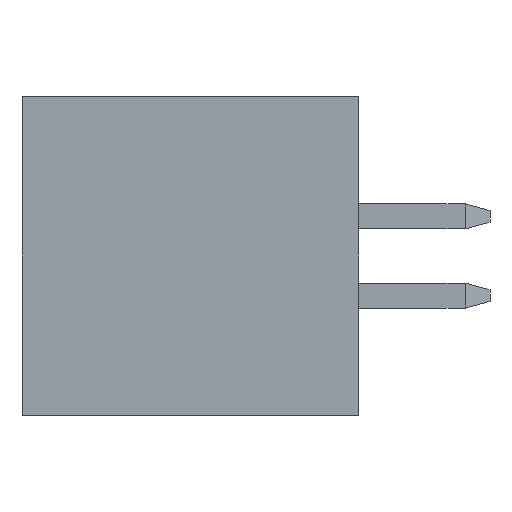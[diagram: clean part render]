
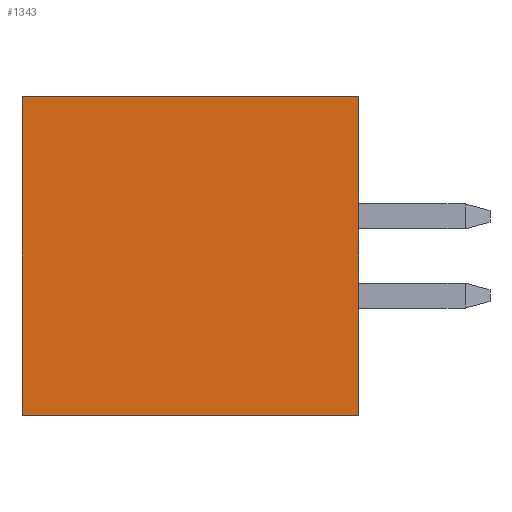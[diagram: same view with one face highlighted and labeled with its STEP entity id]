
A CAD part, left-side view. The second image highlights one B-rep face of the part: STEP entity #1343.
In plain terms, the highlighted planar face has unit normal (-1, 0, 0).
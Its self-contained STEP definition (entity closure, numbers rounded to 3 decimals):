
#20 = ORIENTED_EDGE ( 'NONE', *, *, #1284, .F. ) ;
#97 = PLANE ( 'NONE',  #1139 ) ;
#113 = DIRECTION ( 'NONE',  ( 0., 0., -1. ) ) ;
#129 = CARTESIAN_POINT ( 'NONE',  ( -6.325, 0., 2.55 ) ) ;
#176 = CARTESIAN_POINT ( 'NONE',  ( -6.325, 0., 2.55 ) ) ;
#182 = LINE ( 'NONE', #759, #1189 ) ;
#395 = ORIENTED_EDGE ( 'NONE', *, *, #983, .F. ) ;
#404 = VERTEX_POINT ( 'NONE', #176 ) ;
#641 = EDGE_CURVE ( 'NONE', #2282, #404, #2308, .T. ) ;
#660 = VECTOR ( 'NONE', #1729, 1000. ) ;
#759 = CARTESIAN_POINT ( 'NONE',  ( -6.325, 5.4, -2.55 ) ) ;
#792 = CARTESIAN_POINT ( 'NONE',  ( -6.325, 0., -2.55 ) ) ;
#802 = FACE_OUTER_BOUND ( 'NONE', #1487, .T. ) ;
#808 = DIRECTION ( 'NONE',  ( 0., 0., 1. ) ) ;
#848 = ORIENTED_EDGE ( 'NONE', *, *, #1655, .T. ) ;
#860 = CARTESIAN_POINT ( 'NONE',  ( -6.325, 5.4, 2.55 ) ) ;
#956 = DIRECTION ( 'NONE',  ( 0., -1., 0. ) ) ;
#983 = EDGE_CURVE ( 'NONE', #1018, #1724, #1363, .T. ) ;
#1018 = VERTEX_POINT ( 'NONE', #1776 ) ;
#1139 = AXIS2_PLACEMENT_3D ( 'NONE', #860, #2103, #113 ) ;
#1140 = CARTESIAN_POINT ( 'NONE',  ( -6.325, 5.4, 2.55 ) ) ;
#1189 = VECTOR ( 'NONE', #956, 1000. ) ;
#1284 = EDGE_CURVE ( 'NONE', #1724, #404, #2104, .T. ) ;
#1337 = VECTOR ( 'NONE', #2294, 1000. ) ;
#1343 = ADVANCED_FACE ( 'NONE', ( #802 ), #97, .F. ) ;
#1363 = LINE ( 'NONE', #2037, #2016 ) ;
#1487 = EDGE_LOOP ( 'NONE', ( #1506, #20, #395, #848 ) ) ;
#1506 = ORIENTED_EDGE ( 'NONE', *, *, #641, .T. ) ;
#1655 = EDGE_CURVE ( 'NONE', #1018, #2282, #182, .T. ) ;
#1724 = VERTEX_POINT ( 'NONE', #1140 ) ;
#1729 = DIRECTION ( 'NONE',  ( 0., -1., 0. ) ) ;
#1776 = CARTESIAN_POINT ( 'NONE',  ( -6.325, 5.4, -2.55 ) ) ;
#1910 = CARTESIAN_POINT ( 'NONE',  ( -6.325, 5.4, 2.55 ) ) ;
#2016 = VECTOR ( 'NONE', #808, 1000. ) ;
#2037 = CARTESIAN_POINT ( 'NONE',  ( -6.325, 5.4, 2.55 ) ) ;
#2103 = DIRECTION ( 'NONE',  ( 1., 0., 0. ) ) ;
#2104 = LINE ( 'NONE', #1910, #660 ) ;
#2282 = VERTEX_POINT ( 'NONE', #792 ) ;
#2294 = DIRECTION ( 'NONE',  ( 0., 0., 1. ) ) ;
#2308 = LINE ( 'NONE', #129, #1337 ) ;
